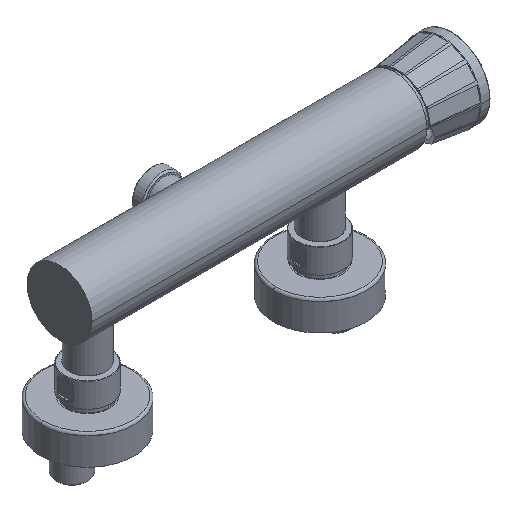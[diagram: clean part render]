
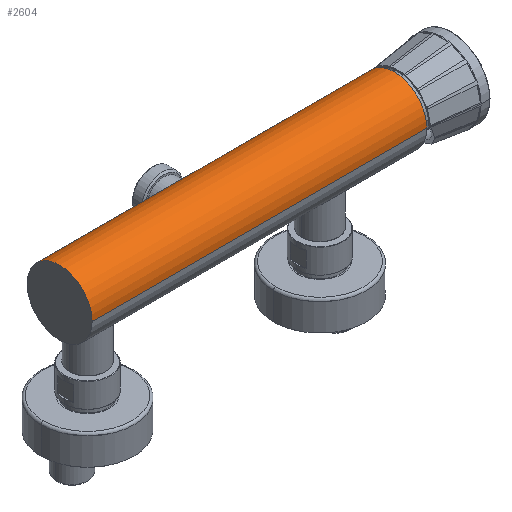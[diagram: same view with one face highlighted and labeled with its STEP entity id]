
A CAD part, isometric view. The second image highlights one B-rep face of the part: STEP entity #2604.
In plain terms, the highlighted cylindrical face has radius 21 mm (diameter 42 mm), a partial arc.
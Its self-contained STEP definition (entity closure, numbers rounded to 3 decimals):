
#280=DIRECTION('',(-1.,0.,0.));
#281=VECTOR('',#280,80.5);
#282=CARTESIAN_POINT('',(80.5,21.,0.));
#283=LINE('',#282,#281);
#287=DIRECTION('',(-1.,0.,0.));
#288=VECTOR('',#287,216.);
#289=CARTESIAN_POINT('',(216.,-21.,0.));
#290=LINE('',#289,#288);
#302=DIRECTION('',(-1.,0.,0.));
#303=VECTOR('',#302,110.5);
#304=CARTESIAN_POINT('',(216.,21.,0.));
#305=LINE('',#304,#303);
#942=CARTESIAN_POINT('',(105.5,21.,0.));
#943=CARTESIAN_POINT('',(105.5,21.,0.754));
#944=CARTESIAN_POINT('',(105.369,20.921,2.256));
#945=CARTESIAN_POINT('',(104.719,20.541,4.554));
#946=CARTESIAN_POINT('',(103.699,19.972,6.595));
#947=CARTESIAN_POINT('',(102.363,19.286,8.365));
#948=CARTESIAN_POINT('',(100.975,18.647,9.692));
#949=CARTESIAN_POINT('',(99.259,17.97,10.891));
#950=CARTESIAN_POINT('',(97.292,17.372,11.811));
#951=CARTESIAN_POINT('',(95.107,16.96,12.386));
#952=CARTESIAN_POINT('',(93.704,16.875,12.5));
#953=CARTESIAN_POINT('',(93.,16.875,12.5));
#958=CARTESIAN_POINT('',(216.,0.,0.));
#959=DIRECTION('',(1.,0.,0.));
#960=DIRECTION('',(0.,1.,0.));
#961=AXIS2_PLACEMENT_3D('',#958,#959,#960);
#966=CARTESIAN_POINT('',(93.,16.875,12.5));
#967=CARTESIAN_POINT('',(92.298,16.875,12.5));
#968=CARTESIAN_POINT('',(90.898,16.959,12.387));
#969=CARTESIAN_POINT('',(88.705,17.372,11.81));
#970=CARTESIAN_POINT('',(86.74,17.971,10.89));
#971=CARTESIAN_POINT('',(85.027,18.646,9.694));
#972=CARTESIAN_POINT('',(83.634,19.287,8.363));
#973=CARTESIAN_POINT('',(82.299,19.973,6.592));
#974=CARTESIAN_POINT('',(81.279,20.542,4.549));
#975=CARTESIAN_POINT('',(80.632,20.921,2.258));
#976=CARTESIAN_POINT('',(80.5,21.,0.755));
#977=CARTESIAN_POINT('',(80.5,21.,0.));
#990=CARTESIAN_POINT('',(0.,0.,0.));
#991=DIRECTION('',(1.,0.,0.));
#992=DIRECTION('',(0.,1.,0.));
#993=AXIS2_PLACEMENT_3D('',#990,#991,#992);
#1551=CARTESIAN_POINT('',(216.,-21.,0.));
#1552=CARTESIAN_POINT('',(0.,-21.,0.));
#1553=VERTEX_POINT('',#1551);
#1554=VERTEX_POINT('',#1552);
#1555=CARTESIAN_POINT('',(216.,21.,0.));
#1556=VERTEX_POINT('',#1555);
#1557=CARTESIAN_POINT('',(0.,21.,0.));
#1558=VERTEX_POINT('',#1557);
#1629=VERTEX_POINT('',#942);
#1630=VERTEX_POINT('',#953);
#1631=VERTEX_POINT('',#977);
#2588=CARTESIAN_POINT('',(-10.8,0.,0.));
#2589=DIRECTION('',(1.,0.,0.));
#2590=DIRECTION('',(0.,-1.,0.));
#2591=AXIS2_PLACEMENT_3D('',#2588,#2589,#2590);
#2592=CYLINDRICAL_SURFACE('',#2591,21.);
#2593=ORIENTED_EDGE('',*,*,#2576,.F.);
#2594=ORIENTED_EDGE('',*,*,#1848,.F.);
#2595=ORIENTED_EDGE('',*,*,#1822,.T.);
#2596=ORIENTED_EDGE('',*,*,#1845,.T.);
#2598=ORIENTED_EDGE('',*,*,#2597,.F.);
#2599=ORIENTED_EDGE('',*,*,#1841,.F.);
#2601=ORIENTED_EDGE('',*,*,#2600,.F.);
#2602=EDGE_LOOP('',(#2593,#2594,#2595,#2596,#2598,#2599,#2601));
#2603=FACE_OUTER_BOUND('',#2602,.F.);
#2604=ADVANCED_FACE('',(#2603),#2592,.T.);
#954=B_SPLINE_CURVE_WITH_KNOTS('',3,(#942,#943,#944,#945,#946,#947,#948,#949,
#950,#951,#952,#953),.UNSPECIFIED.,.F.,.F.,(4,1,1,1,1,1,1,1,1,4),(0.,
0.111,0.222,0.333,0.444,
0.556,0.667,0.778,0.889,1.),
.UNSPECIFIED.);
#962=CIRCLE('',#961,21.);
#978=B_SPLINE_CURVE_WITH_KNOTS('',3,(#966,#967,#968,#969,#970,#971,#972,#973,
#974,#975,#976,#977),.UNSPECIFIED.,.F.,.F.,(4,1,1,1,1,1,1,1,1,4),(0.,
0.111,0.222,0.333,0.444,
0.556,0.667,0.778,0.889,1.),
.UNSPECIFIED.);
#994=CIRCLE('',#993,21.);
#1822=EDGE_CURVE('',#1556,#1553,#962,.T.);
#1841=EDGE_CURVE('',#1631,#1558,#283,.T.);
#1845=EDGE_CURVE('',#1553,#1554,#290,.T.);
#1848=EDGE_CURVE('',#1556,#1629,#305,.T.);
#2576=EDGE_CURVE('',#1629,#1630,#954,.T.);
#2597=EDGE_CURVE('',#1558,#1554,#994,.T.);
#2600=EDGE_CURVE('',#1630,#1631,#978,.T.);
